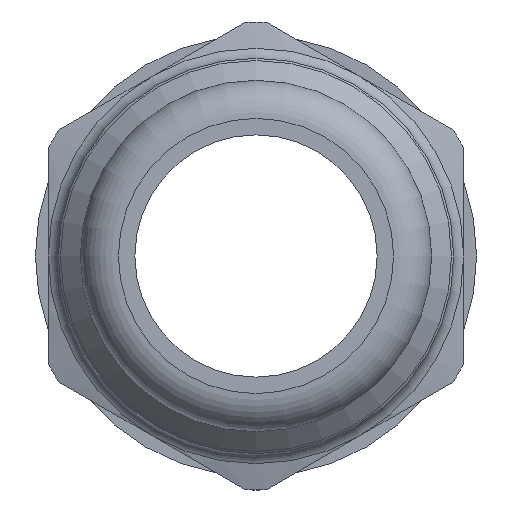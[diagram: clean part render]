
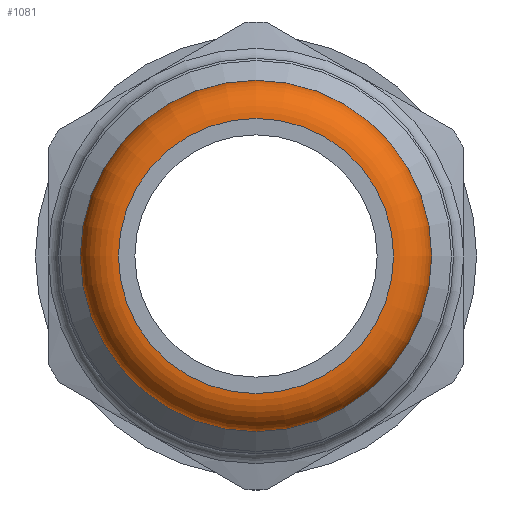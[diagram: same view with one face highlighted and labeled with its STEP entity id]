
A CAD part, left-side view. The second image highlights one B-rep face of the part: STEP entity #1081.
In plain terms, the highlighted toroidal (fillet/blend) face has major radius 7.95 mm and minor radius 2.2 mm.
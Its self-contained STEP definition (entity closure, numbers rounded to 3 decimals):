
#1054=CARTESIAN_POINT('',(2.2,0.0,0.0));
#1055=DIRECTION('',(1.0,0.0,0.0));
#1056=DIRECTION('',(0.0,0.0,-1.0));
#1057=AXIS2_PLACEMENT_3D('',#1054,#1055,#1056);
#1058=TOROIDAL_SURFACE('',#1057,7.95,2.2);
#1059=CARTESIAN_POINT('',(0.,7.95,0.0));
#1060=VERTEX_POINT('',#1059);
#1061=CARTESIAN_POINT('',(0.,0.0,0.0));
#1062=DIRECTION('',(1.0,0.0,0.0));
#1063=DIRECTION('',(0.0,-1.0,0.0));
#1064=AXIS2_PLACEMENT_3D('',#1061,#1062,#1063);
#1065=CIRCLE('',#1064,7.95);
#1066=EDGE_CURVE('',#1060,#1060,#1065,.T.);
#1067=ORIENTED_EDGE('',*,*,#1066,.T.);
#1068=EDGE_LOOP('',(#1067));
#1069=FACE_OUTER_BOUND('',#1068,.T.);
#1070=CARTESIAN_POINT('',(2.2,10.15,0.));
#1071=VERTEX_POINT('',#1070);
#1072=CARTESIAN_POINT('',(2.2,0.0,0.0));
#1073=DIRECTION('',(-1.0,0.0,0.0));
#1074=DIRECTION('',(0.0,-1.0,0.0));
#1075=AXIS2_PLACEMENT_3D('',#1072,#1073,#1074);
#1076=CIRCLE('',#1075,10.15);
#1077=EDGE_CURVE('',#1071,#1071,#1076,.T.);
#1078=ORIENTED_EDGE('',*,*,#1077,.T.);
#1079=EDGE_LOOP('',(#1078));
#1080=FACE_BOUND('',#1079,.T.);
#1081=ADVANCED_FACE('',(#1069,#1080),#1058,.T.);
